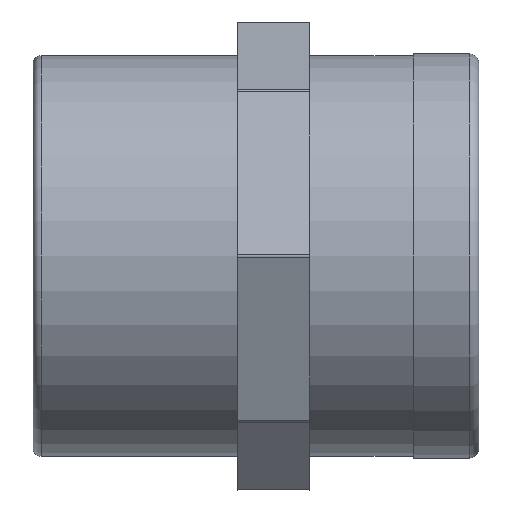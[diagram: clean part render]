
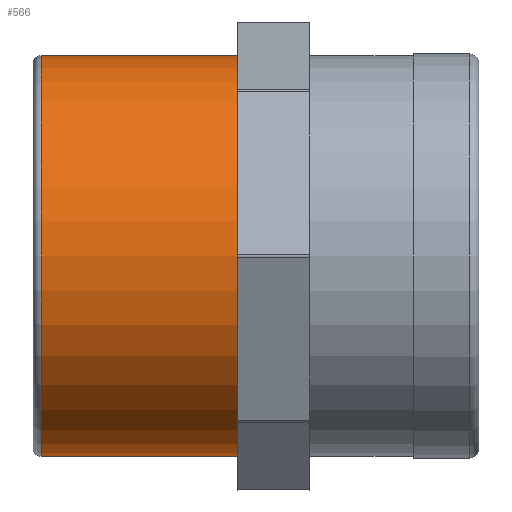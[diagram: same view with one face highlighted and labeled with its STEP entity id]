
A CAD part, front view. The second image highlights one B-rep face of the part: STEP entity #566.
In plain terms, the highlighted cylindrical face has radius 25 mm (diameter 50 mm), a full revolution.
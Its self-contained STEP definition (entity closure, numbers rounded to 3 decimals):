
#49=LINE('',#997,#88);
#88=VECTOR('',#822,25.);
#107=CYLINDRICAL_SURFACE('',#655,25.);
#141=FACE_OUTER_BOUND('',#179,.T.);
#179=EDGE_LOOP('',(#467,#468,#469,#470,#471));
#212=CIRCLE('',#624,25.);
#225=CIRCLE('',#651,25.);
#226=CIRCLE('',#652,25.);
#260=VERTEX_POINT('',#926);
#278=VERTEX_POINT('',#989);
#279=VERTEX_POINT('',#990);
#317=EDGE_CURVE('',#260,#260,#212,.T.);
#348=EDGE_CURVE('',#278,#279,#225,.T.);
#349=EDGE_CURVE('',#279,#278,#226,.T.);
#352=EDGE_CURVE('',#260,#279,#49,.T.);
#467=ORIENTED_EDGE('',*,*,#317,.T.);
#468=ORIENTED_EDGE('',*,*,#352,.T.);
#469=ORIENTED_EDGE('',*,*,#348,.F.);
#470=ORIENTED_EDGE('',*,*,#349,.F.);
#471=ORIENTED_EDGE('',*,*,#352,.F.);
#566=ADVANCED_FACE('',(#141),#107,.T.);
#624=AXIS2_PLACEMENT_3D('',#927,#740,#741);
#651=AXIS2_PLACEMENT_3D('',#991,#812,#813);
#652=AXIS2_PLACEMENT_3D('',#992,#814,#815);
#655=AXIS2_PLACEMENT_3D('',#996,#820,#821);
#740=DIRECTION('center_axis',(-1.,0.,0.));
#741=DIRECTION('ref_axis',(0.,1.,0.));
#812=DIRECTION('center_axis',(-1.,0.,0.));
#813=DIRECTION('ref_axis',(0.,-1.,0.));
#814=DIRECTION('center_axis',(-1.,0.,0.));
#815=DIRECTION('ref_axis',(0.,-1.,0.));
#820=DIRECTION('center_axis',(1.,0.,0.));
#821=DIRECTION('ref_axis',(0.,1.,0.));
#822=DIRECTION('',(-1.,0.,0.));
#926=CARTESIAN_POINT('',(-4.5,-25.,0.));
#927=CARTESIAN_POINT('Origin',(-4.5,0.,
0.));
#989=CARTESIAN_POINT('',(-29.,0.,25.));
#990=CARTESIAN_POINT('',(-29.,-25.,0.));
#991=CARTESIAN_POINT('Origin',(-29.,0.,0.));
#992=CARTESIAN_POINT('Origin',(-29.,0.,0.));
#996=CARTESIAN_POINT('Origin',(-2.3,0.,0.));
#997=CARTESIAN_POINT('',(-2.3,-25.,0.));
